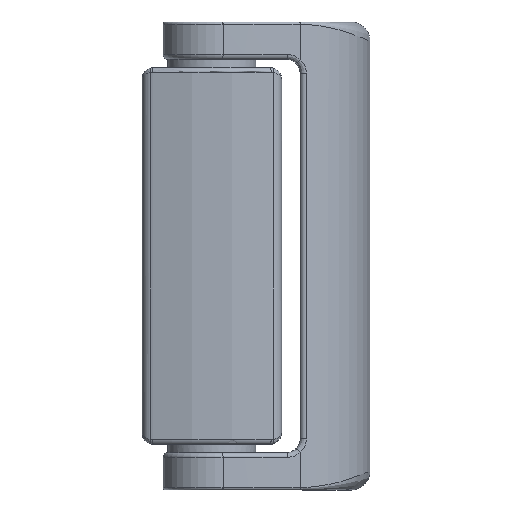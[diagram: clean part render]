
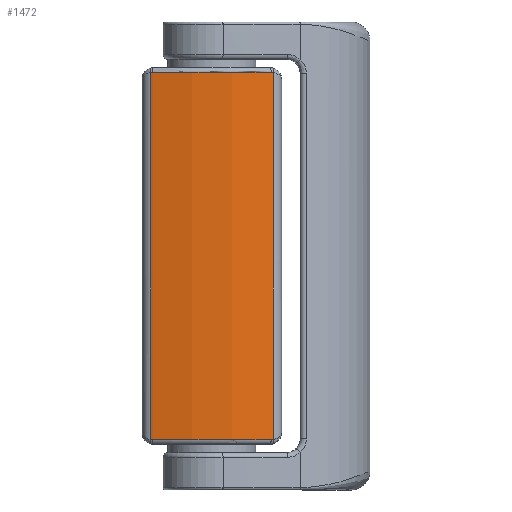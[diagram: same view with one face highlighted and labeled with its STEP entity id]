
A CAD part, top view. The second image highlights one B-rep face of the part: STEP entity #1472.
In plain terms, the highlighted cylindrical face has radius 50 mm (diameter 100 mm), a partial arc.
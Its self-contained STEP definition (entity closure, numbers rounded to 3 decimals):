
#104=FACE_OUTER_BOUND('',#206,.T.);
#206=EDGE_LOOP('',(#980,#981,#982,#983,#984,#985,#986,#987));
#321=CIRCLE('',#1647,50.);
#322=CIRCLE('',#1648,50.);
#435=B_SPLINE_CURVE_WITH_KNOTS('',3,(#2332,#2333,#2334,#2335),
 .UNSPECIFIED.,.F.,.F.,(4,4),(0.,0.),
 .UNSPECIFIED.);
#436=B_SPLINE_CURVE_WITH_KNOTS('',3,(#2339,#2340,#2341,#2342),
 .UNSPECIFIED.,.F.,.F.,(4,4),(0.,0.),.UNSPECIFIED.);
#437=B_SPLINE_CURVE_WITH_KNOTS('',3,(#2346,#2347,#2348,#2349),
 .UNSPECIFIED.,.F.,.F.,(4,4),(0.,0.),
 .UNSPECIFIED.);
#438=B_SPLINE_CURVE_WITH_KNOTS('',3,(#2352,#2353,#2354,#2355),
 .UNSPECIFIED.,.F.,.F.,(4,4),(0.,0.),.UNSPECIFIED.);
#473=LINE('',#2330,#545);
#474=LINE('',#2344,#546);
#545=VECTOR('',#1853,1000.);
#546=VECTOR('',#1856,1000.);
#617=VERTEX_POINT('',#2328);
#618=VERTEX_POINT('',#2329);
#619=VERTEX_POINT('',#2331);
#620=VERTEX_POINT('',#2336);
#621=VERTEX_POINT('',#2338);
#622=VERTEX_POINT('',#2343);
#623=VERTEX_POINT('',#2345);
#624=VERTEX_POINT('',#2350);
#754=EDGE_CURVE('',#617,#618,#473,.T.);
#755=EDGE_CURVE('',#618,#619,#435,.T.);
#756=EDGE_CURVE('',#619,#620,#321,.T.);
#757=EDGE_CURVE('',#620,#621,#436,.T.);
#758=EDGE_CURVE('',#621,#622,#474,.T.);
#759=EDGE_CURVE('',#622,#623,#437,.T.);
#760=EDGE_CURVE('',#623,#624,#322,.T.);
#761=EDGE_CURVE('',#624,#617,#438,.T.);
#980=ORIENTED_EDGE('',*,*,#754,.T.);
#981=ORIENTED_EDGE('',*,*,#755,.T.);
#982=ORIENTED_EDGE('',*,*,#756,.T.);
#983=ORIENTED_EDGE('',*,*,#757,.T.);
#984=ORIENTED_EDGE('',*,*,#758,.T.);
#985=ORIENTED_EDGE('',*,*,#759,.T.);
#986=ORIENTED_EDGE('',*,*,#760,.T.);
#987=ORIENTED_EDGE('',*,*,#761,.T.);
#1432=CYLINDRICAL_SURFACE('',#1646,50.);
#1472=ADVANCED_FACE('',(#104),#1432,.T.);
#1646=AXIS2_PLACEMENT_3D('',#2327,#1851,#1852);
#1647=AXIS2_PLACEMENT_3D('',#2337,#1854,#1855);
#1648=AXIS2_PLACEMENT_3D('',#2351,#1857,#1858);
#1851=DIRECTION('center_axis',(0.,-1.,0.));
#1852=DIRECTION('ref_axis',(0.,0.,1.));
#1853=DIRECTION('',(0.,-1.,0.));
#1854=DIRECTION('center_axis',(0.,1.,0.));
#1855=DIRECTION('ref_axis',(0.,0.,1.));
#1856=DIRECTION('',(0.,1.,0.));
#1857=DIRECTION('center_axis',(0.,-1.,0.));
#1858=DIRECTION('ref_axis',(0.,0.,1.));
#2327=CARTESIAN_POINT('Origin',(0.,40.5,-27.5));
#2328=CARTESIAN_POINT('',(-13.158,39.447,20.738));
#2329=CARTESIAN_POINT('',(-13.158,-39.447,20.738));
#2330=CARTESIAN_POINT('',(-13.158,40.5,20.738));
#2331=CARTESIAN_POINT('',(-12.755,-39.5,20.846));
#2332=CARTESIAN_POINT('Ctrl Pts',(-13.158,-39.447,20.738));
#2333=CARTESIAN_POINT('Ctrl Pts',(-13.026,-39.482,20.774));
#2334=CARTESIAN_POINT('Ctrl Pts',(-12.892,-39.5,20.81));
#2335=CARTESIAN_POINT('Ctrl Pts',(-12.755,-39.5,20.846));
#2336=CARTESIAN_POINT('',(12.755,-39.5,20.846));
#2337=CARTESIAN_POINT('Origin',(0.,-39.5,-27.5));
#2338=CARTESIAN_POINT('',(13.158,-39.447,20.738));
#2339=CARTESIAN_POINT('Ctrl Pts',(12.755,-39.5,20.846));
#2340=CARTESIAN_POINT('Ctrl Pts',(12.892,-39.5,20.81));
#2341=CARTESIAN_POINT('Ctrl Pts',(13.026,-39.482,20.774));
#2342=CARTESIAN_POINT('Ctrl Pts',(13.158,-39.447,20.738));
#2343=CARTESIAN_POINT('',(13.158,39.447,20.738));
#2344=CARTESIAN_POINT('',(13.158,40.5,20.738));
#2345=CARTESIAN_POINT('',(12.755,39.5,20.846));
#2346=CARTESIAN_POINT('Ctrl Pts',(13.158,39.447,20.738));
#2347=CARTESIAN_POINT('Ctrl Pts',(13.026,39.482,20.774));
#2348=CARTESIAN_POINT('Ctrl Pts',(12.892,39.5,20.81));
#2349=CARTESIAN_POINT('Ctrl Pts',(12.755,39.5,20.846));
#2350=CARTESIAN_POINT('',(-12.755,39.5,20.846));
#2351=CARTESIAN_POINT('Origin',(0.,39.5,-27.5));
#2352=CARTESIAN_POINT('Ctrl Pts',(-12.755,39.5,20.846));
#2353=CARTESIAN_POINT('Ctrl Pts',(-12.892,39.5,20.81));
#2354=CARTESIAN_POINT('Ctrl Pts',(-13.026,39.482,20.774));
#2355=CARTESIAN_POINT('Ctrl Pts',(-13.158,39.447,20.738));
